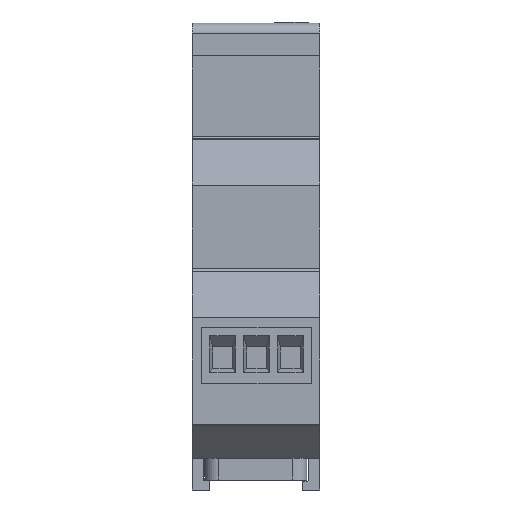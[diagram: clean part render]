
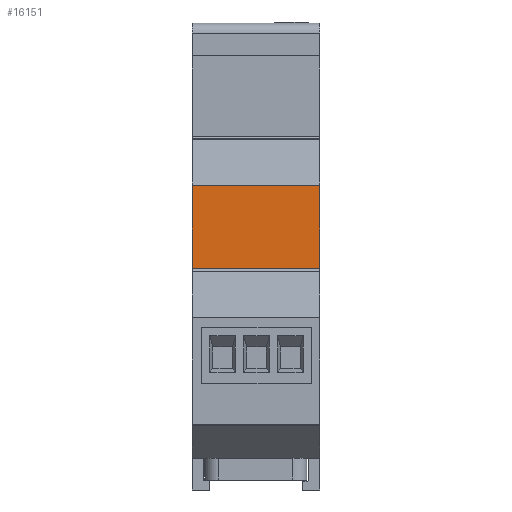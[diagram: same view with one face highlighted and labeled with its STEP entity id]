
A CAD part, left-side view. The second image highlights one B-rep face of the part: STEP entity #16151.
In plain terms, the highlighted planar face has unit normal (-1, 0, 0).
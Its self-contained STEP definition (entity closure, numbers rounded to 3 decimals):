
#11870=DIRECTION('',(0.,0.,-1.));
#11871=VECTOR('',#11870,11.356);
#11872=CARTESIAN_POINT('',(17.728,3.693,58.756));
#11873=LINE('',#11872,#11871);
#12329=DIRECTION('',(0.,-1.,0.));
#12330=VECTOR('',#12329,17.5);
#12331=CARTESIAN_POINT('',(17.73,21.193,58.756));
#12332=LINE('',#12331,#12330);
#12343=DIRECTION('',(0.,0.,-1.));
#12344=VECTOR('',#12343,11.356);
#12345=CARTESIAN_POINT('',(17.73,21.193,58.756));
#12346=LINE('',#12345,#12344);
#12357=DIRECTION('',(0.,-1.,0.));
#12358=VECTOR('',#12357,17.5);
#12359=CARTESIAN_POINT('',(17.73,21.193,47.4));
#12360=LINE('',#12359,#12358);
#15060=CARTESIAN_POINT('',(17.73,21.193,58.756));
#15061=VERTEX_POINT('',#15060);
#15062=CARTESIAN_POINT('',(17.73,21.193,47.4));
#15063=VERTEX_POINT('',#15062);
#15281=CARTESIAN_POINT('',(17.728,3.693,47.4));
#15282=VERTEX_POINT('',#15281);
#15284=CARTESIAN_POINT('',(17.728,3.693,58.756));
#15285=VERTEX_POINT('',#15284);
#16139=CARTESIAN_POINT('',(17.728,3.693,58.756));
#16140=DIRECTION('',(1.,0.,0.));
#16141=DIRECTION('',(0.,0.,1.));
#16142=AXIS2_PLACEMENT_3D('',#16139,#16140,#16141);
#16143=PLANE('',#16142);
#16144=ORIENTED_EDGE('',*,*,#15536,.T.);
#16146=ORIENTED_EDGE('',*,*,#16145,.F.);
#16147=ORIENTED_EDGE('',*,*,#15621,.F.);
#16148=ORIENTED_EDGE('',*,*,#16125,.T.);
#16149=EDGE_LOOP('',(#16144,#16146,#16147,#16148));
#16150=FACE_OUTER_BOUND('',#16149,.F.);
#15536=EDGE_CURVE('',#15285,#15282,#11873,.T.);
#15621=EDGE_CURVE('',#15061,#15063,#12346,.T.);
#16125=EDGE_CURVE('',#15061,#15285,#12332,.T.);
#16145=EDGE_CURVE('',#15063,#15282,#12360,.T.);
#16151=ADVANCED_FACE('',(#16150),#16143,.F.);
